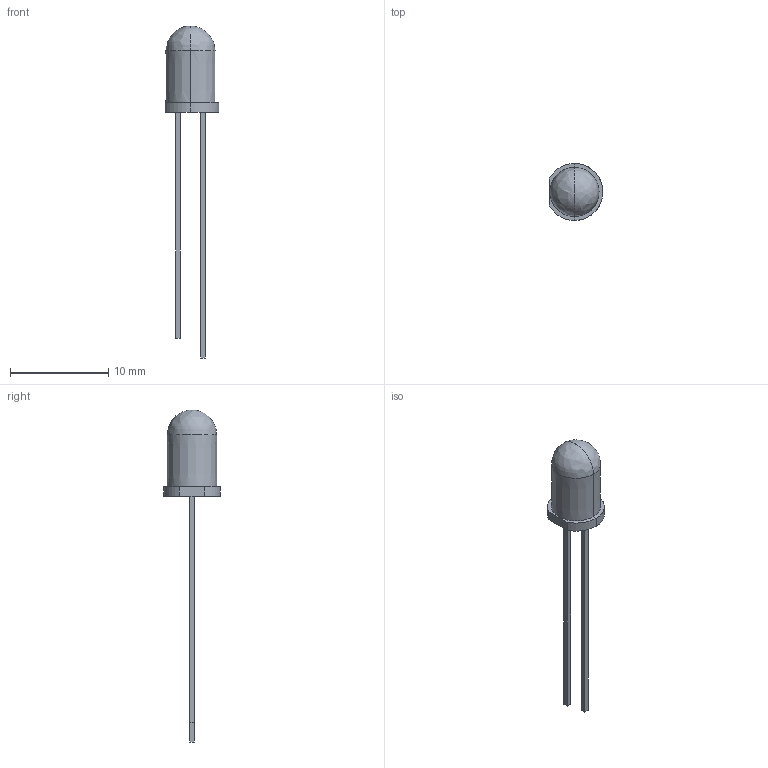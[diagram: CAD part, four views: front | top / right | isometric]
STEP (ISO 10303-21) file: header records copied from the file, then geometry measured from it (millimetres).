
FILE_DESCRIPTION(/* description */ (''),/* implementation_level */ '2;1');
FILE_NAME(/* name */ 'led v9.step',/* time_stamp */ '2023-05-01T17:27:55-07:00',/* author */ (''),/* organization */ (''),/* preprocessor_version */ 'ST-DEVELOPER v19.2',/* originating_system */ 'Autodesk Translation Framework v12.4.0.73',/* authorisation */ '');
FILE_SCHEMA (('AUTOMOTIVE_DESIGN { 1 0 10303 214 3 1 1 }'));
Length unit declared in the file: millimetre
Products named in the file (1): led
Bounding box: 5.49 x 5.8 x 33.8 mm (x, y, z)
Volume: 174.7 mm3; surface area: 268.4 mm2
Topology: 1 solids, 1 shells, 25 faces, 61 edges, 36 vertices
Faces by surface type: cone 12, plane 11, bspline 2
Entity records: 885 total; most frequent: CARTESIAN_POINT 299, ORIENTED_EDGE 114, DIRECTION 102, EDGE_CURVE 57, VERTEX_POINT 36, LINE 34, VECTOR 34, AXIS2_PLACEMENT_3D 34
